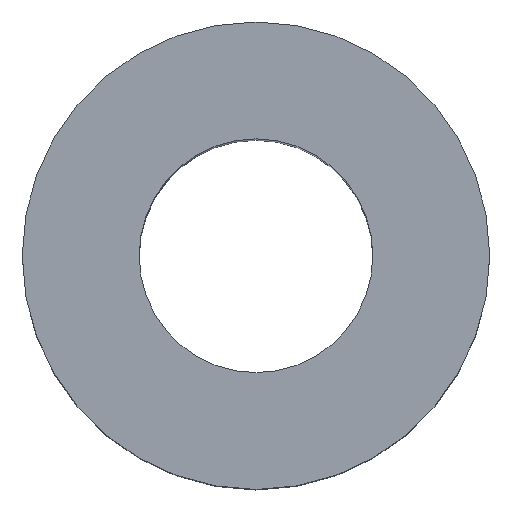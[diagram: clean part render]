
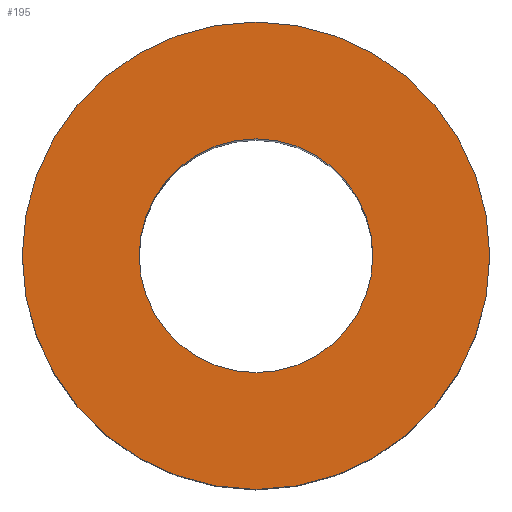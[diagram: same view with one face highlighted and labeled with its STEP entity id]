
A CAD part, top view. The second image highlights one B-rep face of the part: STEP entity #195.
In plain terms, the highlighted planar face has unit normal (0, 0, 1).
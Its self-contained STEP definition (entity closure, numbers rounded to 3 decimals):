
#2 = AXIS2_PLACEMENT_3D ( 'NONE', #313, #214, #26 ) ;
#3 = ORIENTED_EDGE ( 'NONE', *, *, #318, .F. ) ;
#10 = VERTEX_POINT ( 'NONE', #34 ) ;
#25 = DIRECTION ( 'NONE',  ( 0., 0., 1. ) ) ;
#26 = DIRECTION ( 'NONE',  ( 1., 0., 0. ) ) ;
#31 = DIRECTION ( 'NONE',  ( 1., 0., 0. ) ) ;
#34 = CARTESIAN_POINT ( 'NONE',  ( -12., 0., 0. ) ) ;
#45 = EDGE_CURVE ( 'NONE', #10, #347, #71, .T. ) ;
#54 = CIRCLE ( 'NONE', #291, 6. ) ;
#57 = CIRCLE ( 'NONE', #2, 6. ) ;
#64 = PLANE ( 'NONE',  #317 ) ;
#71 = CIRCLE ( 'NONE', #274, 12. ) ;
#74 = DIRECTION ( 'NONE',  ( 0., 0., -1. ) ) ;
#78 = DIRECTION ( 'NONE',  ( -1., 0., 0. ) ) ;
#83 = CARTESIAN_POINT ( 'NONE',  ( 0., 0., 0. ) ) ;
#89 = CIRCLE ( 'NONE', #121, 12. ) ;
#93 = ORIENTED_EDGE ( 'NONE', *, *, #102, .T. ) ;
#98 = DIRECTION ( 'NONE',  ( 0., 0., 1. ) ) ;
#102 = EDGE_CURVE ( 'NONE', #347, #10, #89, .T. ) ;
#109 = DIRECTION ( 'NONE',  ( 1., 0., 0. ) ) ;
#121 = AXIS2_PLACEMENT_3D ( 'NONE', #216, #161, #367 ) ;
#131 = VERTEX_POINT ( 'NONE', #178 ) ;
#138 = CARTESIAN_POINT ( 'NONE',  ( 0., 0., 0. ) ) ;
#141 = VERTEX_POINT ( 'NONE', #284 ) ;
#142 = EDGE_CURVE ( 'NONE', #131, #141, #54, .T. ) ;
#161 = DIRECTION ( 'NONE',  ( 0., 0., 1. ) ) ;
#174 = CARTESIAN_POINT ( 'NONE',  ( 12., 0., 0. ) ) ;
#178 = CARTESIAN_POINT ( 'NONE',  ( 6., 0., 0. ) ) ;
#180 = FACE_OUTER_BOUND ( 'NONE', #289, .T. ) ;
#195 = ADVANCED_FACE ( 'NONE', ( #293, #180 ), #64, .F. ) ;
#212 = CARTESIAN_POINT ( 'NONE',  ( 0., 0., 0. ) ) ;
#214 = DIRECTION ( 'NONE',  ( 0., 0., 1. ) ) ;
#216 = CARTESIAN_POINT ( 'NONE',  ( 0., 0., 0. ) ) ;
#270 = ORIENTED_EDGE ( 'NONE', *, *, #45, .T. ) ;
#274 = AXIS2_PLACEMENT_3D ( 'NONE', #138, #25, #31 ) ;
#284 = CARTESIAN_POINT ( 'NONE',  ( -6., 0., 0. ) ) ;
#289 = EDGE_LOOP ( 'NONE', ( #93, #270 ) ) ;
#291 = AXIS2_PLACEMENT_3D ( 'NONE', #83, #98, #109 ) ;
#293 = FACE_BOUND ( 'NONE', #359, .T. ) ;
#313 = CARTESIAN_POINT ( 'NONE',  ( 0., 0., 0. ) ) ;
#317 = AXIS2_PLACEMENT_3D ( 'NONE', #212, #74, #78 ) ;
#318 = EDGE_CURVE ( 'NONE', #141, #131, #57, .T. ) ;
#347 = VERTEX_POINT ( 'NONE', #174 ) ;
#359 = EDGE_LOOP ( 'NONE', ( #369, #3 ) ) ;
#367 = DIRECTION ( 'NONE',  ( 1., 0., 0. ) ) ;
#369 = ORIENTED_EDGE ( 'NONE', *, *, #142, .F. ) ;
